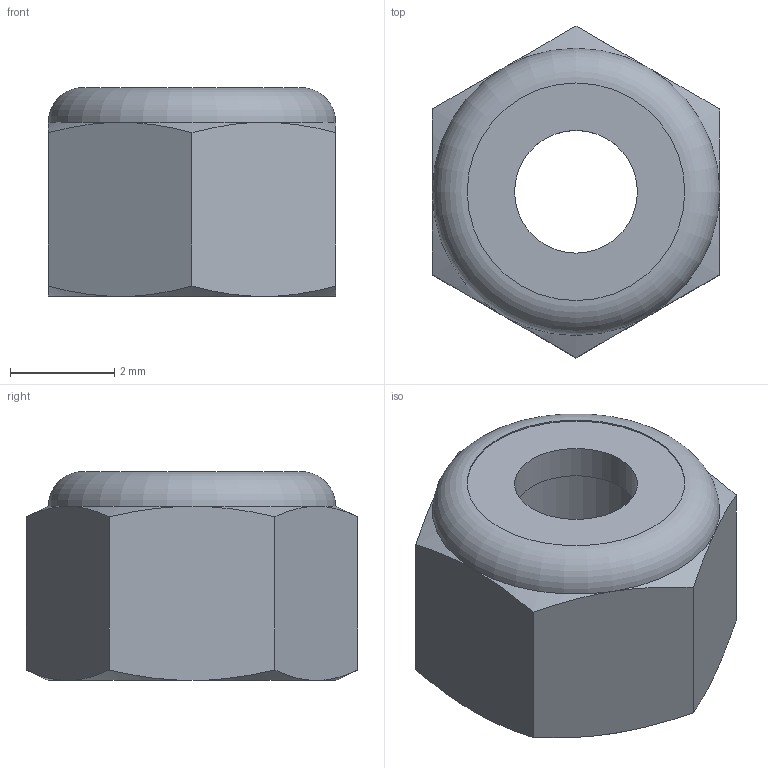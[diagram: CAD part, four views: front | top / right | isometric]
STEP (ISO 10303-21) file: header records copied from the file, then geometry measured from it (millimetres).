
FILE_DESCRIPTION(/* description */ (''),/* implementation_level */ '2;1');
FILE_NAME(/* name */ 'M3 Nyloc DIN 985.step',/* time_stamp */ '2024-06-30T09:35:59+02:00',/* author */ (''),/* organization */ (''),/* preprocessor_version */ 'ST-DEVELOPER v20',/* originating_system */ 'Autodesk Translation Framework v13.14.0.145',/* authorisation */ '');
FILE_SCHEMA (('AUTOMOTIVE_DESIGN { 1 0 10303 214 3 1 1 }'));
Length unit declared in the file: millimetre
Products named in the file (2): (Unsaved); M3 Nyloc
Assembly tree (1 placements, depth 2):
  (Unsaved)
    M3 Nyloc
Bounding box: 5.5 x 6.35 x 4 mm (x, y, z)
Volume: 74.4 mm3; surface area: 176.9 mm2
Topology: 2 solids, 2 shells, 28 faces, 59 edges, 35 vertices
Faces by surface type: cone 13, plane 10, cylinder 4, torus 1
Full cylindrical faces by diameter (mm): 2.35 x1, 3 x1, 4.167 x2
Entity records: 793 total; most frequent: CARTESIAN_POINT 173, DIRECTION 121, ORIENTED_EDGE 118, EDGE_CURVE 59, AXIS2_PLACEMENT_3D 55, VERTEX_POINT 35, EDGE_LOOP 32, FACE_OUTER_BOUND 28
